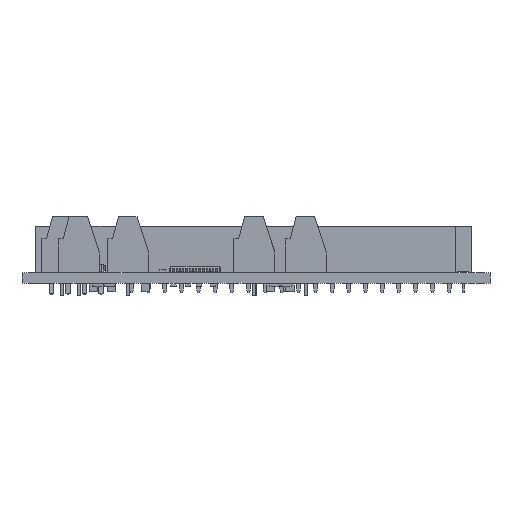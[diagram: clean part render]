
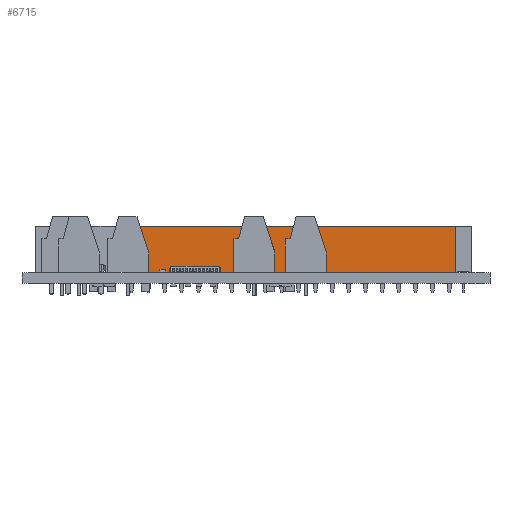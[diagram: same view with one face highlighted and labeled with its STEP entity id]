
A CAD part, left-side view. The second image highlights one B-rep face of the part: STEP entity #6715.
In plain terms, the highlighted planar face has unit normal (-1, 0, 0).
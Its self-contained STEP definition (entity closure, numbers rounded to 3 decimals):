
#4492 = VERTEX_POINT('',#4493);
#4493 = CARTESIAN_POINT('',(-1.27,-49.53,0.));
#4501 = EDGE_CURVE('',#4492,#4502,#4504,.T.);
#4502 = VERTEX_POINT('',#4503);
#4503 = CARTESIAN_POINT('',(-1.27,-49.53,7.));
#4504 = LINE('',#4505,#4506);
#4505 = CARTESIAN_POINT('',(-1.27,-49.53,0.));
#4506 = VECTOR('',#4507,1.);
#4507 = DIRECTION('',(0.,0.,1.));
#4564 = VERTEX_POINT('',#4565);
#4565 = CARTESIAN_POINT('',(-1.27,1.27,7.));
#4571 = EDGE_CURVE('',#4572,#4564,#4574,.T.);
#4572 = VERTEX_POINT('',#4573);
#4573 = CARTESIAN_POINT('',(-1.27,1.27,0.));
#4574 = LINE('',#4575,#4576);
#4575 = CARTESIAN_POINT('',(-1.27,1.27,0.));
#4576 = VECTOR('',#4577,1.);
#4577 = DIRECTION('',(0.,0.,1.));
#4636 = EDGE_CURVE('',#4564,#4502,#4637,.T.);
#4637 = LINE('',#4638,#4639);
#4638 = CARTESIAN_POINT('',(-1.27,1.27,7.));
#4639 = VECTOR('',#4640,1.);
#4640 = DIRECTION('',(0.,-1.,0.));
#5338 = EDGE_CURVE('',#4572,#4492,#5339,.T.);
#5339 = LINE('',#5340,#5341);
#5340 = CARTESIAN_POINT('',(-1.27,1.27,0.));
#5341 = VECTOR('',#5342,1.);
#5342 = DIRECTION('',(0.,-1.,0.));
#6715 = ADVANCED_FACE('',(#6716),#6722,.F.);
#6716 = FACE_BOUND('',#6717,.F.);
#6717 = EDGE_LOOP('',(#6718,#6719,#6720,#6721));
#6718 = ORIENTED_EDGE('',*,*,#4571,.T.);
#6719 = ORIENTED_EDGE('',*,*,#4636,.T.);
#6720 = ORIENTED_EDGE('',*,*,#4501,.F.);
#6721 = ORIENTED_EDGE('',*,*,#5338,.F.);
#6722 = PLANE('',#6723);
#6723 = AXIS2_PLACEMENT_3D('',#6724,#6725,#6726);
#6724 = CARTESIAN_POINT('',(-1.27,1.27,0.));
#6725 = DIRECTION('',(1.,0.,0.));
#6726 = DIRECTION('',(0.,-1.,0.));
